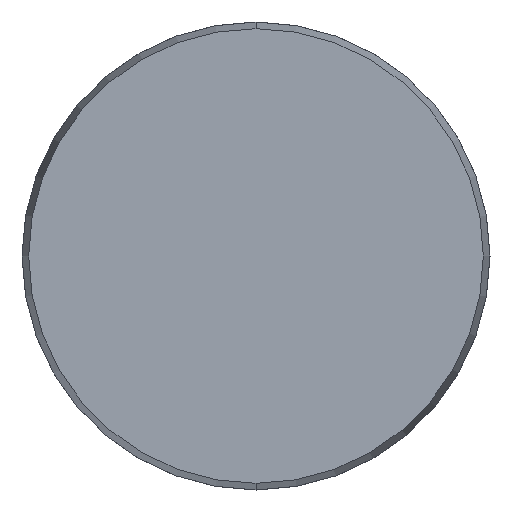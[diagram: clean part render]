
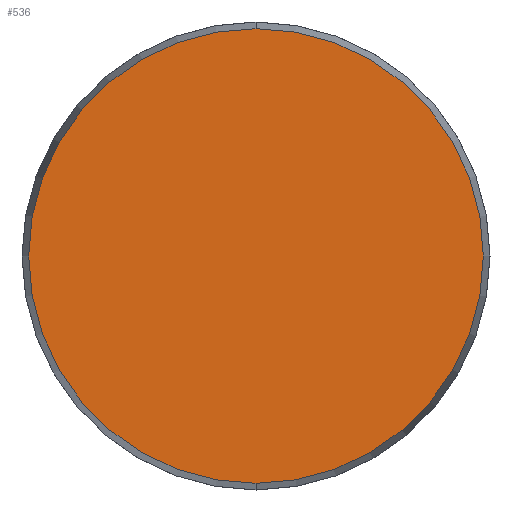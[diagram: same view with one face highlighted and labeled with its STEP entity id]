
A CAD part, front view. The second image highlights one B-rep face of the part: STEP entity #536.
In plain terms, the highlighted planar face has unit normal (0, -1, 0).
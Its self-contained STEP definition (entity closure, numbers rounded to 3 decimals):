
#6 = FACE_OUTER_BOUND ( 'NONE', #827, .T. ) ;
#62 = CARTESIAN_POINT ( 'NONE',  ( 0., 0., 0. ) ) ;
#133 = CIRCLE ( 'NONE', #149, 29.143 ) ;
#142 = DIRECTION ( 'NONE',  ( 0., -1., 0. ) ) ;
#149 = AXIS2_PLACEMENT_3D ( 'NONE', #62, #457, #922 ) ;
#316 = CARTESIAN_POINT ( 'NONE',  ( -29.143, 0., 0. ) ) ;
#383 = EDGE_CURVE ( 'NONE', #835, #423, #133, .T. ) ;
#396 = CARTESIAN_POINT ( 'NONE',  ( 0., 0., 0. ) ) ;
#423 = VERTEX_POINT ( 'NONE', #842 ) ;
#457 = DIRECTION ( 'NONE',  ( 0., -1., 0. ) ) ;
#480 = DIRECTION ( 'NONE',  ( 0., 0., 1. ) ) ;
#492 = AXIS2_PLACEMENT_3D ( 'NONE', #396, #142, #716 ) ;
#494 = AXIS2_PLACEMENT_3D ( 'NONE', #316, #953, #480 ) ;
#536 = ADVANCED_FACE ( 'NONE', ( #6 ), #560, .F. ) ;
#560 = PLANE ( 'NONE',  #494 ) ;
#587 = ORIENTED_EDGE ( 'NONE', *, *, #383, .T. ) ;
#716 = DIRECTION ( 'NONE',  ( 0., 0., -1. ) ) ;
#765 = CARTESIAN_POINT ( 'NONE',  ( 0., 0., 29.143 ) ) ;
#827 = EDGE_LOOP ( 'NONE', ( #587, #911 ) ) ;
#835 = VERTEX_POINT ( 'NONE', #765 ) ;
#842 = CARTESIAN_POINT ( 'NONE',  ( 0., 0., -29.143 ) ) ;
#855 = CIRCLE ( 'NONE', #492, 29.143 ) ;
#911 = ORIENTED_EDGE ( 'NONE', *, *, #924, .T. ) ;
#922 = DIRECTION ( 'NONE',  ( 0., 0., -1. ) ) ;
#924 = EDGE_CURVE ( 'NONE', #423, #835, #855, .T. ) ;
#953 = DIRECTION ( 'NONE',  ( 0., 1., 0. ) ) ;
